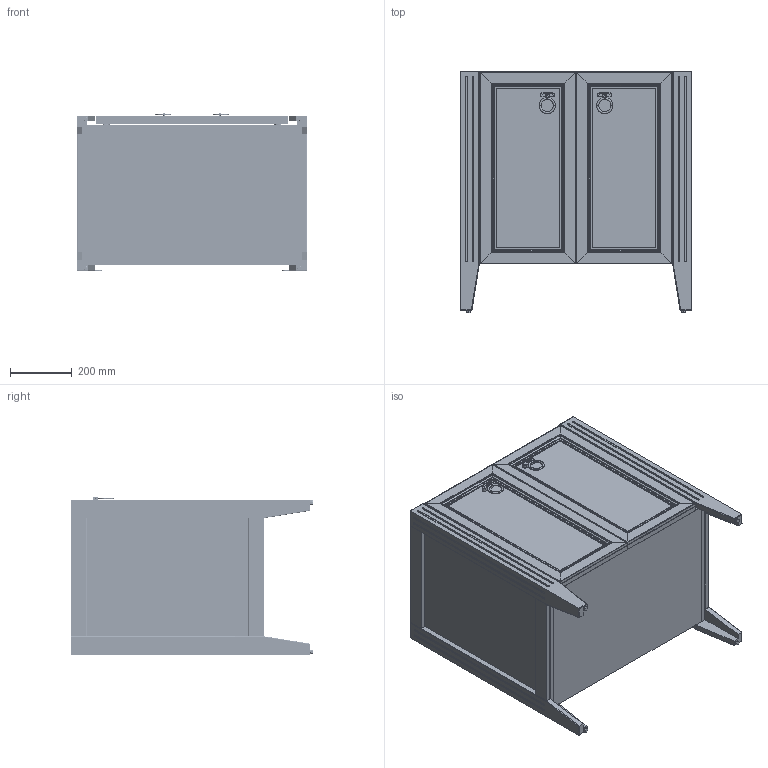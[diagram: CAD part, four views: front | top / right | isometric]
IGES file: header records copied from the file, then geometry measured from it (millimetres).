
Start section: SolidWorks IGES file using analytic representation for surfaces
Global section: file name: 62153+62154+62155+62162+62163+62164_80_Kpk_ETJ.IGS; native system: SolidWorks 2021; preprocessor: SolidWorks 2021; author: gulseren.can; date: 220815.132916; units: millimetre
Bounding box: 747.5 x 782.79 x 511.5 mm (x, y, z)
Surface area: 5243746.7 mm2 (no closed solid volume)
Topology: 0 solids, 0 shells, 4997 faces, 44199 edges, 44057 vertices
Faces by surface type: bspline 2905, revolution 2092
